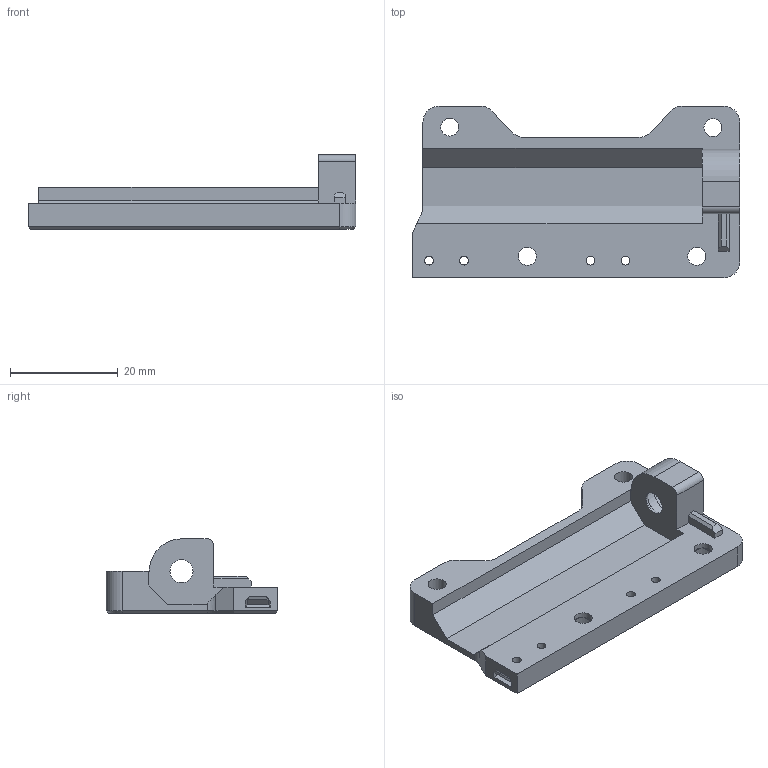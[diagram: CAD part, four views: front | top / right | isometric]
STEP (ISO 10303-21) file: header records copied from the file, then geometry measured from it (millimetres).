
FILE_DESCRIPTION(/* description */ (''),/* implementation_level */ '2;1');
FILE_NAME(/* name */ 'frame smooth.step',/* time_stamp */ '2024-11-11T11:43:56Z',/* author */ (''),/* organization */ (''),/* preprocessor_version */ 'ST-DEVELOPER v20',/* originating_system */ 'Autodesk Translation Framework v13.20.0.188',/* authorisation */ '');
FILE_SCHEMA (('AUTOMOTIVE_DESIGN { 1 0 10303 214 3 1 1 }'));
Length unit declared in the file: millimetre
Products named in the file (2): DummyNeck; Frame
Assembly tree (1 placements, depth 2):
  DummyNeck
    Frame
Bounding box: 60.9 x 31.9 x 13.8 mm (x, y, z)
Volume: 7130.3 mm3; surface area: 5817 mm2
Topology: 1 solids, 1 shells, 181 faces, 471 edges, 300 vertices
Faces by surface type: plane 144, cylinder 26, cone 9, torus 2
Full cylindrical faces by diameter (mm): 1.65 x4, 3.35 x4, 4.3 x1, 6.3 x3, 6.5 x1
Entity records: 5561 total; most frequent: CARTESIAN_POINT 955, ORIENTED_EDGE 942, DIRECTION 935, EDGE_CURVE 471, LINE 375, VECTOR 375, VERTEX_POINT 300, AXIS2_PLACEMENT_3D 280
